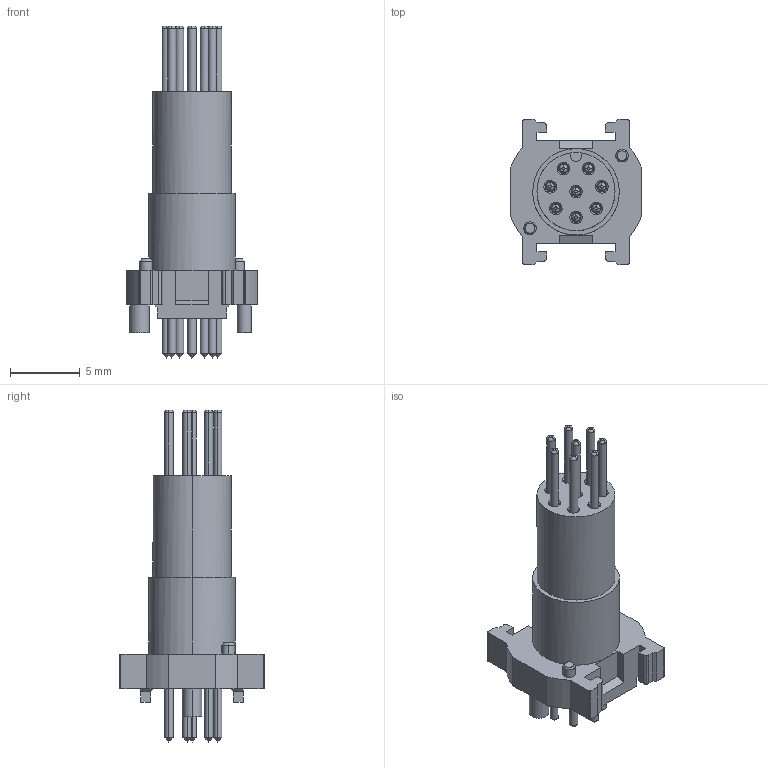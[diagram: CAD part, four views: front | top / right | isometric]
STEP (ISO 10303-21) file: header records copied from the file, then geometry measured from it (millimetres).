
FILE_DESCRIPTION(('CATIA V5R24 STEP','CAx-IF Rec.Pracs.--- Model Styling and Organization---1.2---2011-12-15'),'2;1');
FILE_NAME ('D1461943_0', '2017-05-02T13:10:56+00:00', ('Weidmueller Interface'), ('Weidmueller'), 'CATIA Version 5-6 Release 2014 SP4 HF52', 'CATIA V5 STEP AP214', 'none');
FILE_SCHEMA(('AUTOMOTIVE_DESIGN { 1 0 10303 214 1 1 1 1 }'));
Length unit declared in the file: millimetre
Products named in the file (1): 2424150000
Bounding box: 9.4 x 10.4 x 23.8 mm (x, y, z)
Volume: 537.7 mm3; surface area: 1579.3 mm2
Topology: 9 solids, 25 shells, 467 faces, 1129 edges, 725 vertices
Faces by surface type: cylinder 253, plane 130, cone 52, bspline 32
Entity records: 14961 total; most frequent: CARTESIAN_POINT 5124, ORIENTED_EDGE 2226, DIRECTION 1539, EDGE_CURVE 1113, VERTEX_POINT 725, AXIS2_PLACEMENT_3D 656, EDGE_LOOP 544, VECTOR 479
